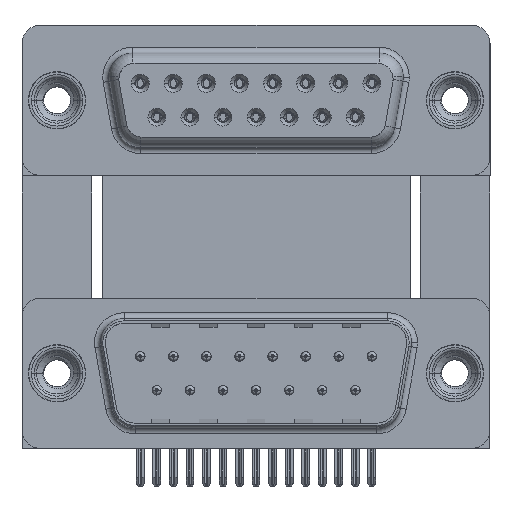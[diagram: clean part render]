
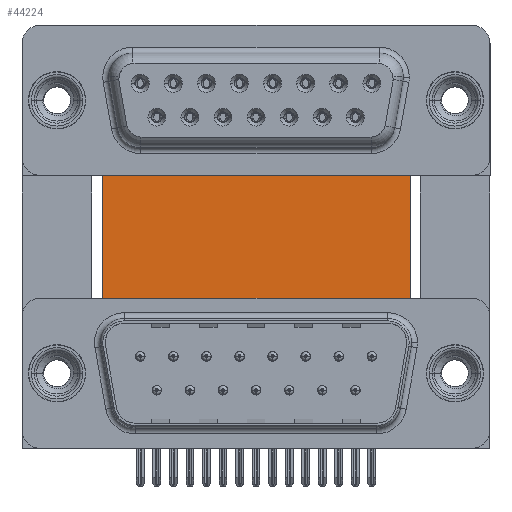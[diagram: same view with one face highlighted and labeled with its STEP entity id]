
A CAD part, top view. The second image highlights one B-rep face of the part: STEP entity #44224.
In plain terms, the highlighted planar face has unit normal (0, 0, 1).
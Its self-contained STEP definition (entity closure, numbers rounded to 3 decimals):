
#58 = DIRECTION ( 'NONE',  ( -1., 0., 0. ) ) ;
#513 = DIRECTION ( 'NONE',  ( 0., 0., -1. ) ) ;
#5140 = CARTESIAN_POINT ( 'NONE',  ( 3.79, 16.585, -12. ) ) ;
#5842 = VECTOR ( 'NONE', #27747, 1000. ) ;
#6664 = VECTOR ( 'NONE', #30176, 1000. ) ;
#6919 = PLANE ( 'NONE',  #12573 ) ;
#10853 = LINE ( 'NONE', #17654, #5842 ) ;
#11075 = ORIENTED_EDGE ( 'NONE', *, *, #25695, .T. ) ;
#12573 = AXIS2_PLACEMENT_3D ( 'NONE', #17721, #513, #58 ) ;
#14921 = EDGE_LOOP ( 'NONE', ( #15844, #34809, #44505, #11075 ) ) ;
#15814 = VECTOR ( 'NONE', #42875, 1000. ) ;
#15844 = ORIENTED_EDGE ( 'NONE', *, *, #44944, .T. ) ;
#16137 = CARTESIAN_POINT ( 'NONE',  ( 3.79, 16.585, -12. ) ) ;
#16337 = LINE ( 'NONE', #33696, #6664 ) ;
#16454 = VERTEX_POINT ( 'NONE', #37537 ) ;
#17051 = LINE ( 'NONE', #31387, #15814 ) ;
#17654 = CARTESIAN_POINT ( 'NONE',  ( 3.79, -3.735, -12. ) ) ;
#17721 = CARTESIAN_POINT ( 'NONE',  ( 3.79, 16.585, -12. ) ) ;
#23404 = VECTOR ( 'NONE', #30282, 1000. ) ;
#23950 = VERTEX_POINT ( 'NONE', #28932 ) ;
#25695 = EDGE_CURVE ( 'NONE', #31513, #23950, #16337, .T. ) ;
#27747 = DIRECTION ( 'NONE',  ( 1., 0., 0. ) ) ;
#27819 = EDGE_CURVE ( 'NONE', #39838, #16454, #17051, .T. ) ;
#28932 = CARTESIAN_POINT ( 'NONE',  ( 3.79, -3.735, -12. ) ) ;
#30176 = DIRECTION ( 'NONE',  ( 0., -1., 0. ) ) ;
#30282 = DIRECTION ( 'NONE',  ( 1., 0., 0. ) ) ;
#31387 = CARTESIAN_POINT ( 'NONE',  ( 29.58, 16.585, -12. ) ) ;
#31513 = VERTEX_POINT ( 'NONE', #16137 ) ;
#32051 = FACE_OUTER_BOUND ( 'NONE', #14921, .T. ) ;
#33696 = CARTESIAN_POINT ( 'NONE',  ( 3.79, 16.585, -12. ) ) ;
#34809 = ORIENTED_EDGE ( 'NONE', *, *, #27819, .F. ) ;
#35454 = CARTESIAN_POINT ( 'NONE',  ( 29.58, 16.585, -12. ) ) ;
#37351 = LINE ( 'NONE', #5140, #23404 ) ;
#37537 = CARTESIAN_POINT ( 'NONE',  ( 29.58, -3.735, -12. ) ) ;
#39838 = VERTEX_POINT ( 'NONE', #35454 ) ;
#42875 = DIRECTION ( 'NONE',  ( 0., -1., 0. ) ) ;
#44224 = ADVANCED_FACE ( 'NONE', ( #32051 ), #6919, .F. ) ;
#44505 = ORIENTED_EDGE ( 'NONE', *, *, #46329, .F. ) ;
#44944 = EDGE_CURVE ( 'NONE', #23950, #16454, #10853, .T. ) ;
#46329 = EDGE_CURVE ( 'NONE', #31513, #39838, #37351, .T. ) ;
